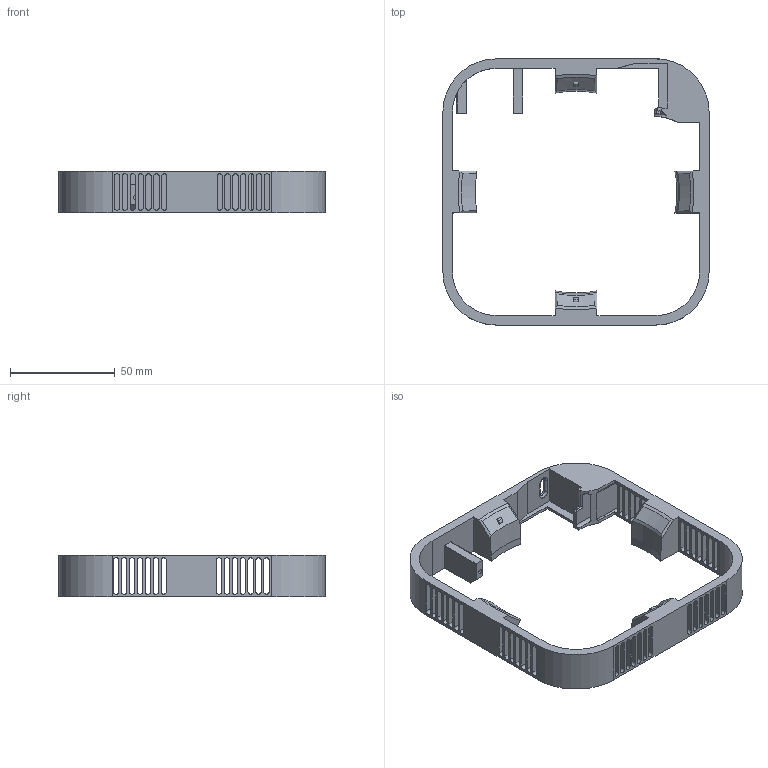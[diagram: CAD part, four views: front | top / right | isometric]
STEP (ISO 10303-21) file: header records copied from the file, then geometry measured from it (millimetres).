
FILE_DESCRIPTION(/* description */ ('HOOPS Exchange Step'),/* implementation_level */ '2;1');
FILE_NAME(/* name */ 'bay.step',/* time_stamp */ '2026-02-26T14:10:47+01:00',/* author */ (''),/* organization */ (''),/* preprocessor_version */ 'ST-DEVELOPER v20.1',/* originating_system */ 'Autodesk Translation Framework v14.24.0.0',/* authorisation */ '');
FILE_SCHEMA (('AUTOMOTIVE_DESIGN { 1 0 10303 214 3 1 1 }'));
Length unit declared in the file: millimetre
Products named in the file (2): root; Component1
Assembly tree (1 placements, depth 2):
  root
    Component1
Bounding box: 127 x 127 x 20 mm (x, y, z)
Volume: 53333.1 mm3; surface area: 31909 mm2
Topology: 3 solids, 3 shells, 376 faces, 1076 edges, 714 vertices
Faces by surface type: plane 192, cylinder 115, bspline 49, cone 16, torus 3, sphere 1
Full cylindrical faces by diameter (mm): 2 x2
Entity records: 13738 total; most frequent: CARTESIAN_POINT 3883, ORIENTED_EDGE 2152, DIRECTION 1812, EDGE_CURVE 1076, VERTEX_POINT 714, LINE 666, VECTOR 666, AXIS2_PLACEMENT_3D 573
